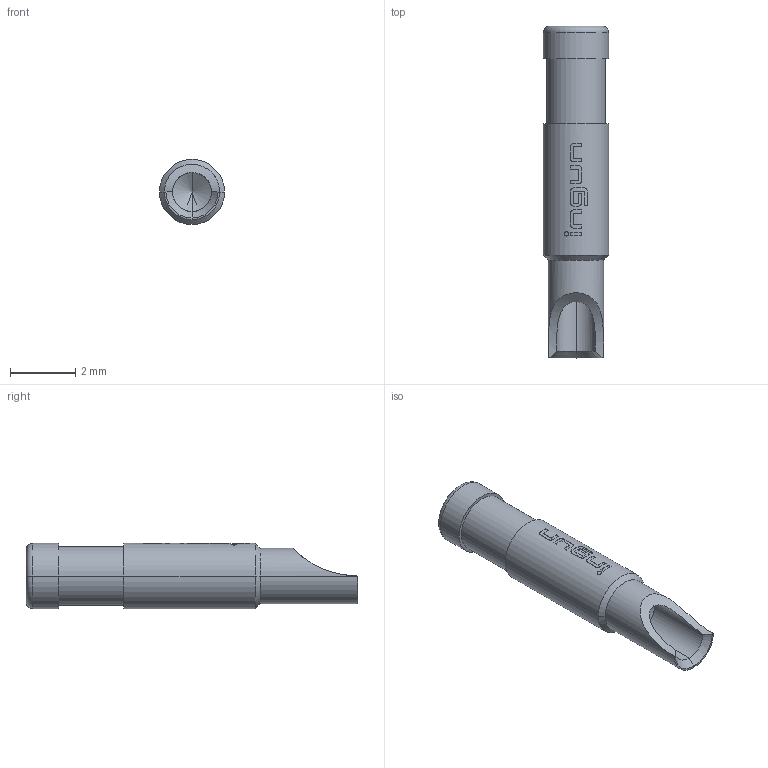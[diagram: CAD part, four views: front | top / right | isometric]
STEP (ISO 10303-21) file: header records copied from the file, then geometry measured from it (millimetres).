
FILE_DESCRIPTION (( 'STEP AP203' ), '1' );
FILE_NAME ('INGUN_SE-415_KS.STEP', '2021-10-19T09:23:39', ( 'ochi' ), ( '' ), 'SwSTEP 2.0', 'SolidWorks 2018', '' );
FILE_SCHEMA (( 'CONFIG_CONTROL_DESIGN' ));
Length unit declared in the file: millimetre
Products named in the file (1): INGUN_SE-415_KS
Bounding box: 2 x 10.2 x 2 mm (x, y, z)
Volume: 24.5 mm3; surface area: 69.2 mm2
Topology: 1 solids, 1 shells, 91 faces, 235 edges, 152 vertices
Faces by surface type: bspline 58, cylinder 17, plane 8, cone 6, torus 2
Entity records: 3893 total; most frequent: CARTESIAN_POINT 2137, ORIENTED_EDGE 466, EDGE_CURVE 233, B_SPLINE_CURVE_WITH_KNOTS 191, VERTEX_POINT 152, DIRECTION 135, EDGE_LOOP 99, FACE_OUTER_BOUND 91
